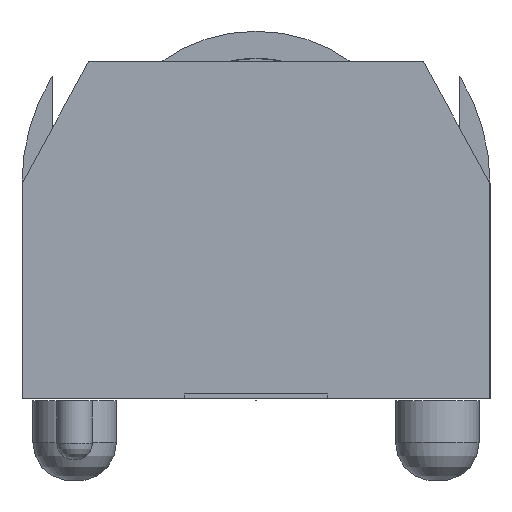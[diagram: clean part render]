
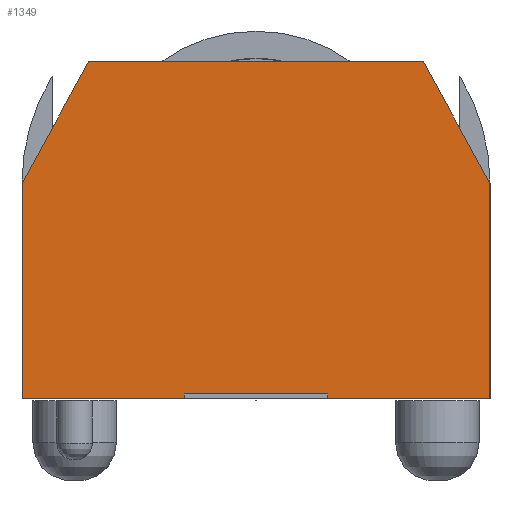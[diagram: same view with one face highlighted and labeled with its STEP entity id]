
A CAD part, left-side view. The second image highlights one B-rep face of the part: STEP entity #1349.
In plain terms, the highlighted planar face has unit normal (-1, 0, 0).
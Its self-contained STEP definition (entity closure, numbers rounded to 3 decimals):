
#952 = VERTEX_POINT('',#953);
#953 = CARTESIAN_POINT('',(-10.925,18.225,9.6));
#959 = EDGE_CURVE('',#952,#960,#962,.T.);
#960 = VERTEX_POINT('',#961);
#961 = CARTESIAN_POINT('',(-10.925,18.222,9.6));
#962 = LINE('',#963,#964);
#963 = CARTESIAN_POINT('',(-10.925,18.225,9.6));
#964 = VECTOR('',#965,1.);
#965 = DIRECTION('',(0.,-1.,0.));
#1003 = VERTEX_POINT('',#1004);
#1004 = CARTESIAN_POINT('',(-10.925,18.225,0.1));
#1026 = EDGE_CURVE('',#1003,#952,#1027,.T.);
#1027 = LINE('',#1028,#1029);
#1028 = CARTESIAN_POINT('',(-10.925,18.225,0.1));
#1029 = VECTOR('',#1030,1.);
#1030 = DIRECTION('',(0.,0.,1.));
#1349 = ADVANCED_FACE('',(#1350),#1432,.T.);
#1350 = FACE_BOUND('',#1351,.T.);
#1351 = EDGE_LOOP('',(#1352,#1353,#1361,#1369,#1377,#1385,#1393,#1401,
    #1409,#1417,#1425,#1431));
#1352 = ORIENTED_EDGE('',*,*,#1026,.F.);
#1353 = ORIENTED_EDGE('',*,*,#1354,.T.);
#1354 = EDGE_CURVE('',#1003,#1355,#1357,.T.);
#1355 = VERTEX_POINT('',#1356);
#1356 = CARTESIAN_POINT('',(-10.925,11.075,0.1));
#1357 = LINE('',#1358,#1359);
#1358 = CARTESIAN_POINT('',(-10.925,18.225,0.1));
#1359 = VECTOR('',#1360,1.);
#1360 = DIRECTION('',(0.,-1.,0.));
#1361 = ORIENTED_EDGE('',*,*,#1362,.T.);
#1362 = EDGE_CURVE('',#1355,#1363,#1365,.T.);
#1363 = VERTEX_POINT('',#1364);
#1364 = CARTESIAN_POINT('',(-10.925,11.075,0.3));
#1365 = LINE('',#1366,#1367);
#1366 = CARTESIAN_POINT('',(-10.925,11.075,0.1));
#1367 = VECTOR('',#1368,1.);
#1368 = DIRECTION('',(0.,0.,1.));
#1369 = ORIENTED_EDGE('',*,*,#1370,.F.);
#1370 = EDGE_CURVE('',#1371,#1363,#1373,.T.);
#1371 = VERTEX_POINT('',#1372);
#1372 = CARTESIAN_POINT('',(-10.925,4.725,0.3));
#1373 = LINE('',#1374,#1375);
#1374 = CARTESIAN_POINT('',(-10.925,4.725,0.3));
#1375 = VECTOR('',#1376,1.);
#1376 = DIRECTION('',(0.,1.,0.));
#1377 = ORIENTED_EDGE('',*,*,#1378,.F.);
#1378 = EDGE_CURVE('',#1379,#1371,#1381,.T.);
#1379 = VERTEX_POINT('',#1380);
#1380 = CARTESIAN_POINT('',(-10.925,4.725,0.1));
#1381 = LINE('',#1382,#1383);
#1382 = CARTESIAN_POINT('',(-10.925,4.725,0.1));
#1383 = VECTOR('',#1384,1.);
#1384 = DIRECTION('',(0.,0.,1.));
#1385 = ORIENTED_EDGE('',*,*,#1386,.T.);
#1386 = EDGE_CURVE('',#1379,#1387,#1389,.T.);
#1387 = VERTEX_POINT('',#1388);
#1388 = CARTESIAN_POINT('',(-10.925,-2.425,0.1));
#1389 = LINE('',#1390,#1391);
#1390 = CARTESIAN_POINT('',(-10.925,18.225,0.1));
#1391 = VECTOR('',#1392,1.);
#1392 = DIRECTION('',(0.,-1.,0.));
#1393 = ORIENTED_EDGE('',*,*,#1394,.T.);
#1394 = EDGE_CURVE('',#1387,#1395,#1397,.T.);
#1395 = VERTEX_POINT('',#1396);
#1396 = CARTESIAN_POINT('',(-10.925,-2.425,9.6));
#1397 = LINE('',#1398,#1399);
#1398 = CARTESIAN_POINT('',(-10.925,-2.425,0.1));
#1399 = VECTOR('',#1400,1.);
#1400 = DIRECTION('',(0.,0.,1.));
#1401 = ORIENTED_EDGE('',*,*,#1402,.F.);
#1402 = EDGE_CURVE('',#1403,#1395,#1405,.T.);
#1403 = VERTEX_POINT('',#1404);
#1404 = CARTESIAN_POINT('',(-10.925,-2.422,9.6));
#1405 = LINE('',#1406,#1407);
#1406 = CARTESIAN_POINT('',(-10.925,18.225,9.6));
#1407 = VECTOR('',#1408,1.);
#1408 = DIRECTION('',(0.,-1.,0.));
#1409 = ORIENTED_EDGE('',*,*,#1410,.T.);
#1410 = EDGE_CURVE('',#1403,#1411,#1413,.T.);
#1411 = VERTEX_POINT('',#1412);
#1412 = CARTESIAN_POINT('',(-10.925,0.515,14.95));
#1413 = LINE('',#1414,#1415);
#1414 = CARTESIAN_POINT('',(-10.925,1.236,16.264));
#1415 = VECTOR('',#1416,1.);
#1416 = DIRECTION('',(0.,0.481,0.877));
#1417 = ORIENTED_EDGE('',*,*,#1418,.T.);
#1418 = EDGE_CURVE('',#1411,#1419,#1421,.T.);
#1419 = VERTEX_POINT('',#1420);
#1420 = CARTESIAN_POINT('',(-10.925,15.285,14.95));
#1421 = LINE('',#1422,#1423);
#1422 = CARTESIAN_POINT('',(-10.925,7.9,14.95));
#1423 = VECTOR('',#1424,1.);
#1424 = DIRECTION('',(0.,1.,0.));
#1425 = ORIENTED_EDGE('',*,*,#1426,.T.);
#1426 = EDGE_CURVE('',#1419,#960,#1427,.T.);
#1427 = LINE('',#1428,#1429);
#1428 = CARTESIAN_POINT('',(-10.925,16.954,11.909));
#1429 = VECTOR('',#1430,1.);
#1430 = DIRECTION('',(0.,0.481,-0.877));
#1431 = ORIENTED_EDGE('',*,*,#959,.F.);
#1432 = PLANE('',#1433);
#1433 = AXIS2_PLACEMENT_3D('',#1434,#1435,#1436);
#1434 = CARTESIAN_POINT('',(-10.925,7.9,8.36));
#1435 = DIRECTION('',(-1.,0.,0.));
#1436 = DIRECTION('',(0.,0.,-1.));
